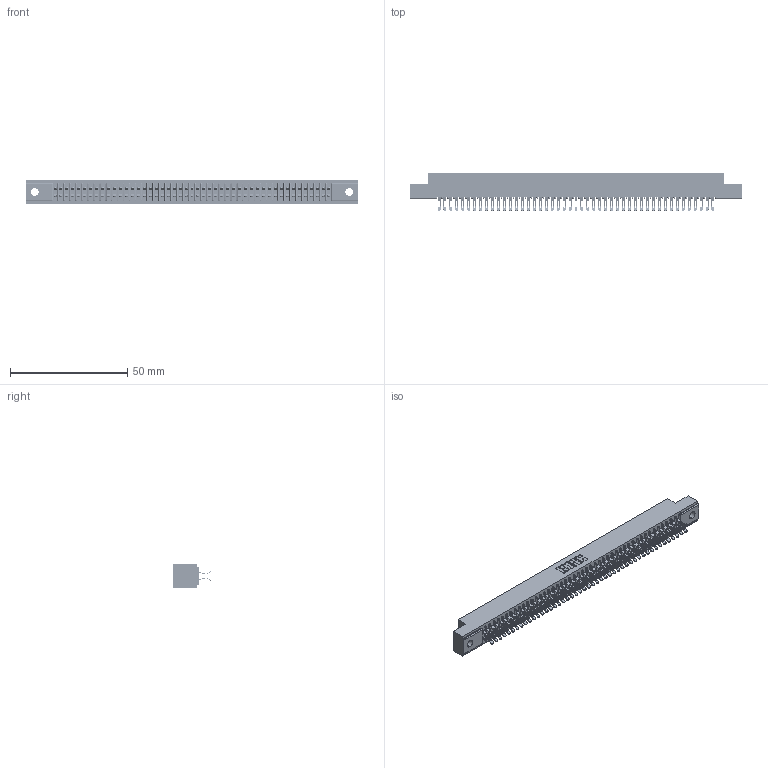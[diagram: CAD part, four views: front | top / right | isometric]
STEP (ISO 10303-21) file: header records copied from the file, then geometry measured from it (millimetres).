
FILE_DESCRIPTION (( 'STEP AP203' ), '1' );
FILE_NAME ('341-094-555-202.STEP', '2018-08-08T01:15:29', ( '' ), ( '' ), 'SwSTEP 2.0', 'SolidWorks 2016', '' );
FILE_SCHEMA (( 'CONFIG_CONTROL_DESIGN' ));
Length unit declared in the file: inch
Products named in the file (3): 341 Part_.128 (3.25) Dia Mounting Holes; 341-292-001_341-292-155; 341-094-555-202
Assembly tree (95 placements, depth 2):
  341-094-555-202
    341 Part_.128 (3.25) Dia Mounting Holes
    341-292-001_341-292-155  x94
Bounding box: 141.6 x 16.31 x 10.16 mm (x, y, z)
Volume: 10540.6 mm3; surface area: 19385 mm2
Topology: 95 solids, 95 shells, 7448 faces, 22265 edges, 14494 vertices
Faces by surface type: plane 4016, cylinder 3244, sphere 96, torus 92
Entity records: 56686 total; most frequent: CARTESIAN_POINT 9439, ORIENTED_EDGE 9370, DIRECTION 9147, EDGE_CURVE 4685, VECTOR 3775, LINE 3775, VERTEX_POINT 2962, AXIS2_PLACEMENT_3D 2686
